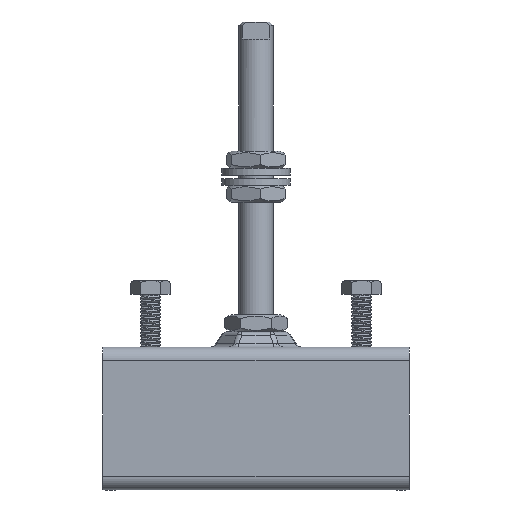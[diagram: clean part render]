
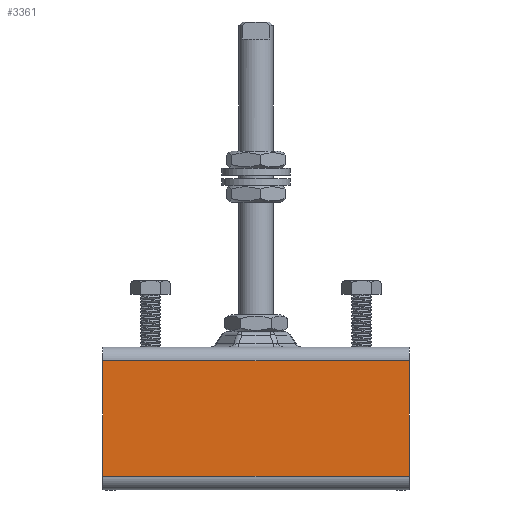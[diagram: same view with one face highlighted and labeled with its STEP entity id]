
A CAD part, left-side view. The second image highlights one B-rep face of the part: STEP entity #3361.
In plain terms, the highlighted planar face has unit normal (-1, 0, 0).
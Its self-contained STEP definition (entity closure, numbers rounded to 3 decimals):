
#262=LINE('',#9383,#448);
#270=LINE('',#9407,#456);
#315=LINE('',#9709,#501);
#316=LINE('',#9711,#502);
#448=VECTOR('',#4326,10.);
#456=VECTOR('',#4348,10.);
#501=VECTOR('',#4591,10.);
#502=VECTOR('',#4594,10.);
#662=PLANE('',#3714);
#901=FACE_OUTER_BOUND('',#1139,.T.);
#1139=EDGE_LOOP('',(#2879,#2880,#2881,#2882));
#1509=VERTEX_POINT('',#9380);
#1510=VERTEX_POINT('',#9382);
#1518=VERTEX_POINT('',#9404);
#1519=VERTEX_POINT('',#9406);
#1896=EDGE_CURVE('',#1510,#1509,#262,.T.);
#1908=EDGE_CURVE('',#1519,#1518,#270,.T.);
#2002=EDGE_CURVE('',#1509,#1519,#315,.T.);
#2003=EDGE_CURVE('',#1510,#1518,#316,.T.);
#2879=ORIENTED_EDGE('',*,*,#1908,.T.);
#2880=ORIENTED_EDGE('',*,*,#2003,.F.);
#2881=ORIENTED_EDGE('',*,*,#1896,.T.);
#2882=ORIENTED_EDGE('',*,*,#2002,.T.);
#3361=ADVANCED_FACE('',(#901),#662,.T.);
#3714=AXIS2_PLACEMENT_3D('',#9710,#4592,#4593);
#4326=DIRECTION('',(0.,0.,1.));
#4348=DIRECTION('',(0.,0.,-1.));
#4591=DIRECTION('',(0.,1.,0.));
#4592=DIRECTION('center_axis',(-1.,0.,0.));
#4593=DIRECTION('ref_axis',(0.,-1.,0.));
#4594=DIRECTION('',(0.,1.,0.));
#9380=CARTESIAN_POINT('',(-18.,-45.,35.5));
#9382=CARTESIAN_POINT('',(-18.,-45.,1.5));
#9383=CARTESIAN_POINT('',(-18.,-45.,1.5));
#9404=CARTESIAN_POINT('',(-18.,45.,1.5));
#9406=CARTESIAN_POINT('',(-18.,45.,35.5));
#9407=CARTESIAN_POINT('',(-18.,45.,1.5));
#9709=CARTESIAN_POINT('',(-18.,0.,35.5));
#9710=CARTESIAN_POINT('Origin',(-18.,0.,35.5));
#9711=CARTESIAN_POINT('',(-18.,0.,1.5));
